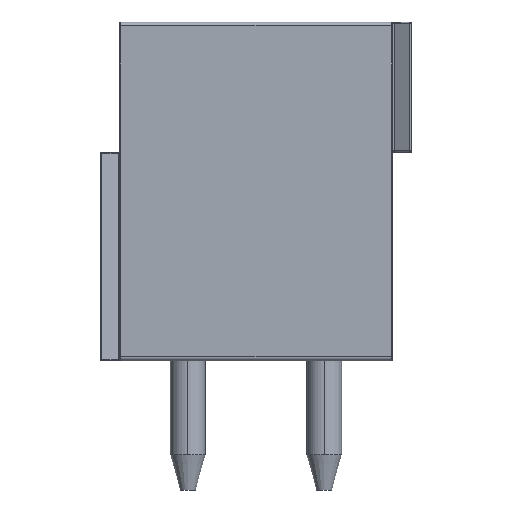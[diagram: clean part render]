
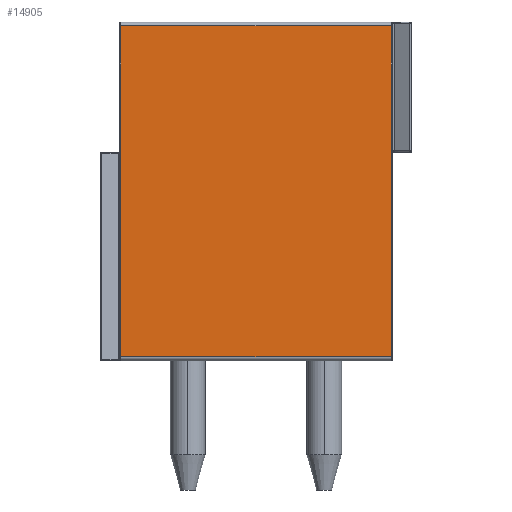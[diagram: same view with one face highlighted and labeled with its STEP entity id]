
A CAD part, left-side view. The second image highlights one B-rep face of the part: STEP entity #14905.
In plain terms, the highlighted planar face has unit normal (-1, 0, 0).
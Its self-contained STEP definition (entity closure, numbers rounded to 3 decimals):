
#320=PLANE('',#15764);
#1566=FACE_OUTER_BOUND('',#2489,.T.);
#2489=EDGE_LOOP('',(#11227,#11228,#11229,#11230));
#4193=LINE('',#26695,#5215);
#4219=LINE('',#26875,#5241);
#4221=LINE('',#26881,#5243);
#4222=LINE('',#26882,#5244);
#5215=VECTOR('',#17770,10.);
#5241=VECTOR('',#17912,10.);
#5243=VECTOR('',#17918,10.);
#5244=VECTOR('',#17919,10.);
#6446=VERTEX_POINT('',#26689);
#6447=VERTEX_POINT('',#26693);
#6471=VERTEX_POINT('',#26874);
#6473=VERTEX_POINT('',#26880);
#8114=EDGE_CURVE('',#6446,#6447,#4193,.T.);
#8171=EDGE_CURVE('',#6447,#6471,#4219,.T.);
#8174=EDGE_CURVE('',#6473,#6446,#4221,.T.);
#8175=EDGE_CURVE('',#6471,#6473,#4222,.T.);
#11227=ORIENTED_EDGE('',*,*,#8114,.F.);
#11228=ORIENTED_EDGE('',*,*,#8174,.F.);
#11229=ORIENTED_EDGE('',*,*,#8175,.F.);
#11230=ORIENTED_EDGE('',*,*,#8171,.F.);
#14905=ADVANCED_FACE('',(#1566),#320,.T.);
#15764=AXIS2_PLACEMENT_3D('',#26879,#17916,#17917);
#17770=DIRECTION('',(0.,0.,-1.));
#17912=DIRECTION('',(0.,1.,0.));
#17916=DIRECTION('center_axis',(-1.,0.,0.));
#17917=DIRECTION('ref_axis',(0.,0.,-1.));
#17918=DIRECTION('',(0.,-1.,0.));
#17919=DIRECTION('',(0.,0.,1.));
#26689=CARTESIAN_POINT('',(-3.4,-3.47,8.6));
#26693=CARTESIAN_POINT('',(-3.4,-3.47,0.1));
#26695=CARTESIAN_POINT('',(-3.4,-3.47,6.525));
#26874=CARTESIAN_POINT('',(-3.4,3.47,0.1));
#26875=CARTESIAN_POINT('',(-3.4,3.5,0.1));
#26879=CARTESIAN_POINT('Origin',(-3.4,3.5,8.7));
#26880=CARTESIAN_POINT('',(-3.4,3.47,8.6));
#26881=CARTESIAN_POINT('',(-3.4,3.5,8.6));
#26882=CARTESIAN_POINT('',(-3.4,3.47,6.525));
